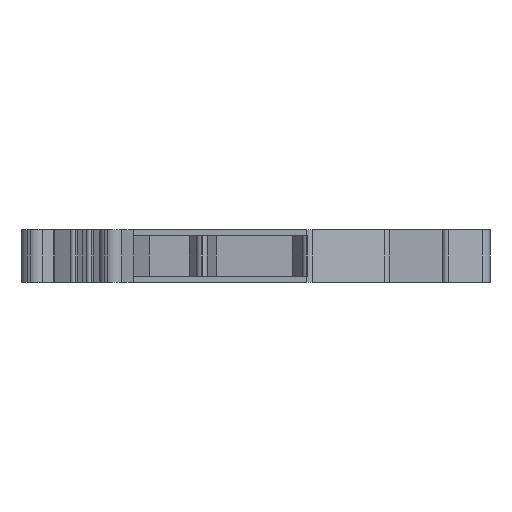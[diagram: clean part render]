
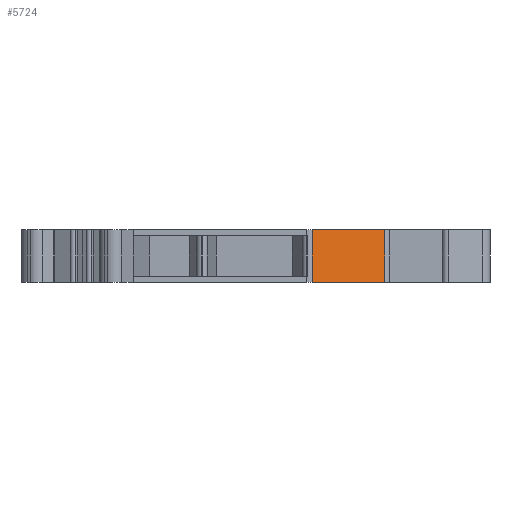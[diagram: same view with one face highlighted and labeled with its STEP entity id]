
A CAD part, left-side view. The second image highlights one B-rep face of the part: STEP entity #5724.
In plain terms, the highlighted planar face has unit normal (-0.866, -0.5, 0).
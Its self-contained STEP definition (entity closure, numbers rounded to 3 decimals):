
#10=DIRECTION('',(0.5,-0.866,0.));
#11=VECTOR('',#10,8.264);
#12=CARTESIAN_POINT('',(-29.066,11.368,-2.6));
#13=LINE('',#12,#11);
#1536=DIRECTION('',(0.,0.,1.));
#1537=VECTOR('',#1536,5.2);
#1538=CARTESIAN_POINT('',(-24.934,4.211,-2.6));
#1539=LINE('',#1538,#1537);
#1540=DIRECTION('',(0.,0.,1.));
#1541=VECTOR('',#1540,5.2);
#1542=CARTESIAN_POINT('',(-29.066,11.368,-2.6));
#1543=LINE('',#1542,#1541);
#2202=DIRECTION('',(0.5,-0.866,0.));
#2203=VECTOR('',#2202,8.264);
#2204=CARTESIAN_POINT('',(-29.066,11.368,2.6));
#2205=LINE('',#2204,#2203);
#2295=CARTESIAN_POINT('',(-29.066,11.368,-2.6));
#2296=VERTEX_POINT('',#2295);
#2297=CARTESIAN_POINT('',(-24.934,4.211,-2.6));
#2298=VERTEX_POINT('',#2297);
#2589=CARTESIAN_POINT('',(-29.066,11.368,2.6));
#2590=VERTEX_POINT('',#2589);
#2591=CARTESIAN_POINT('',(-24.934,4.211,2.6));
#2592=VERTEX_POINT('',#2591);
#5711=CARTESIAN_POINT('',(-29.066,11.368,-2.6));
#5712=DIRECTION('',(-0.866,-0.5,0.));
#5713=DIRECTION('',(0.5,-0.866,0.));
#5714=AXIS2_PLACEMENT_3D('',#5711,#5712,#5713);
#5715=PLANE('',#5714);
#5716=ORIENTED_EDGE('',*,*,#3016,.F.);
#5718=ORIENTED_EDGE('',*,*,#5717,.T.);
#5720=ORIENTED_EDGE('',*,*,#5719,.T.);
#5721=ORIENTED_EDGE('',*,*,#5703,.F.);
#5722=EDGE_LOOP('',(#5716,#5718,#5720,#5721));
#5723=FACE_OUTER_BOUND('',#5722,.F.);
#5724=ADVANCED_FACE('',(#5723),#5715,.T.);
#3016=EDGE_CURVE('',#2296,#2298,#13,.T.);
#5703=EDGE_CURVE('',#2298,#2592,#1539,.T.);
#5717=EDGE_CURVE('',#2296,#2590,#1543,.T.);
#5719=EDGE_CURVE('',#2590,#2592,#2205,.T.);
